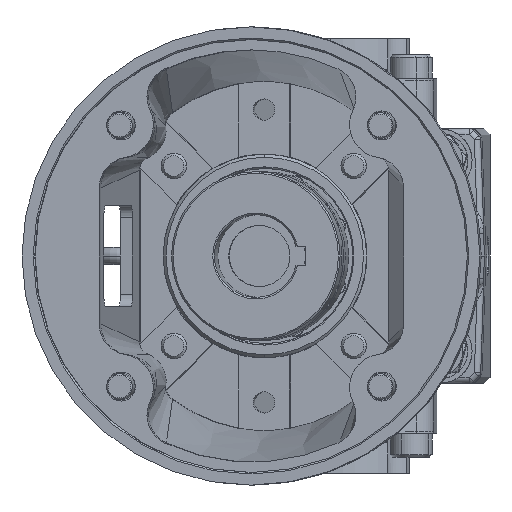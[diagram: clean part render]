
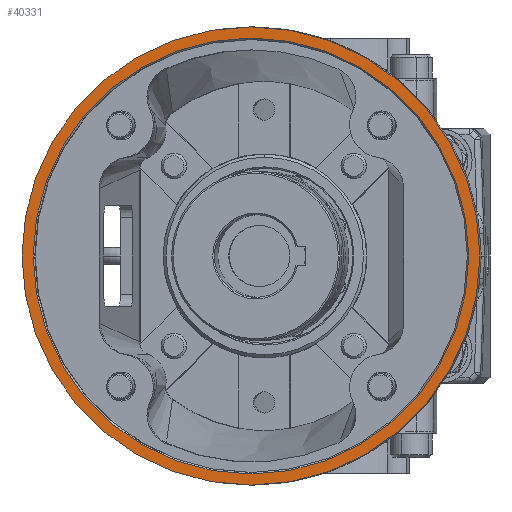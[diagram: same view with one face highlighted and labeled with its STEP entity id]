
A CAD part, left-side view. The second image highlights one B-rep face of the part: STEP entity #40331.
In plain terms, the highlighted planar face has unit normal (-0.999, 0.041, 0).
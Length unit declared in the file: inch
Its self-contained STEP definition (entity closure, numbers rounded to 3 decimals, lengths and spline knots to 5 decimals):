
#1394 = DIRECTION ( 'NONE',  ( 0., 0., 1. ) ) ;
#7924 = CARTESIAN_POINT ( 'NONE',  ( -8.31166, -1.04819, -1.522 ) ) ;
#9634 = DIRECTION ( 'NONE',  ( -0.999, 0.041, 0. ) ) ;
#10814 = CARTESIAN_POINT ( 'NONE',  ( -8.24298, 0.63811, 4.28081 ) ) ;
#11754 = CARTESIAN_POINT ( 'NONE',  ( -8.24298, 0.63811, 0. ) ) ;
#12429 = FACE_OUTER_BOUND ( 'NONE', #47554, .T. ) ;
#18624 = VERTEX_POINT ( 'NONE', #19955 ) ;
#19955 = CARTESIAN_POINT ( 'NONE',  ( -8.24298, 0.63811, -4.5 ) ) ;
#23873 = AXIS2_PLACEMENT_3D ( 'NONE', #32933, #41923, #1394 ) ;
#25850 = ORIENTED_EDGE ( 'NONE', *, *, #94677, .F. ) ;
#27434 = VERTEX_POINT ( 'NONE', #10814 ) ;
#27865 = DIRECTION ( 'NONE',  ( 0., 0., 1. ) ) ;
#29683 = CARTESIAN_POINT ( 'NONE',  ( -8.24298, 0.63811, 4.5 ) ) ;
#30252 = DIRECTION ( 'NONE',  ( 0., 0., 1. ) ) ;
#30469 = CARTESIAN_POINT ( 'NONE',  ( -8.24298, 0.63811, -4.28081 ) ) ;
#30666 = AXIS2_PLACEMENT_3D ( 'NONE', #98792, #50329, #27865 ) ;
#32442 = EDGE_LOOP ( 'NONE', ( #54185, #59355 ) ) ;
#32580 = CIRCLE ( 'NONE', #30666, 4.28081 ) ;
#32933 = CARTESIAN_POINT ( 'NONE',  ( -8.24298, 0.63811, 0. ) ) ;
#35550 = ORIENTED_EDGE ( 'NONE', *, *, #61573, .F. ) ;
#40331 = ADVANCED_FACE ( 'NONE', ( #12429, #59475 ), #56047, .T. ) ;
#41923 = DIRECTION ( 'NONE',  ( 0.999, -0.041, 0. ) ) ;
#42040 = CIRCLE ( 'NONE', #101370, 4.5 ) ;
#47554 = EDGE_LOOP ( 'NONE', ( #35550, #25850 ) ) ;
#48473 = VERTEX_POINT ( 'NONE', #30469 ) ;
#49541 = CIRCLE ( 'NONE', #55880, 4.5 ) ;
#50329 = DIRECTION ( 'NONE',  ( 0.999, -0.041, 0. ) ) ;
#54185 = ORIENTED_EDGE ( 'NONE', *, *, #86068, .T. ) ;
#55880 = AXIS2_PLACEMENT_3D ( 'NONE', #77434, #61343, #30252 ) ;
#56047 = PLANE ( 'NONE',  #94150 ) ;
#59355 = ORIENTED_EDGE ( 'NONE', *, *, #66334, .T. ) ;
#59475 = FACE_BOUND ( 'NONE', #32442, .T. ) ;
#61343 = DIRECTION ( 'NONE',  ( 0.999, -0.041, 0. ) ) ;
#61573 = EDGE_CURVE ( 'NONE', #97322, #18624, #49541, .T. ) ;
#64895 = DIRECTION ( 'NONE',  ( 0., 0., 1. ) ) ;
#66334 = EDGE_CURVE ( 'NONE', #48473, #27434, #32580, .T. ) ;
#66992 = DIRECTION ( 'NONE',  ( 0., 0., 1. ) ) ;
#77434 = CARTESIAN_POINT ( 'NONE',  ( -8.24298, 0.63811, 0. ) ) ;
#81803 = DIRECTION ( 'NONE',  ( 0.999, -0.041, 0. ) ) ;
#86068 = EDGE_CURVE ( 'NONE', #27434, #48473, #92091, .T. ) ;
#92091 = CIRCLE ( 'NONE', #23873, 4.28081 ) ;
#94150 = AXIS2_PLACEMENT_3D ( 'NONE', #7924, #9634, #64895 ) ;
#94677 = EDGE_CURVE ( 'NONE', #18624, #97322, #42040, .T. ) ;
#97322 = VERTEX_POINT ( 'NONE', #29683 ) ;
#98792 = CARTESIAN_POINT ( 'NONE',  ( -8.24298, 0.63811, 0. ) ) ;
#101370 = AXIS2_PLACEMENT_3D ( 'NONE', #11754, #81803, #66992 ) ;
